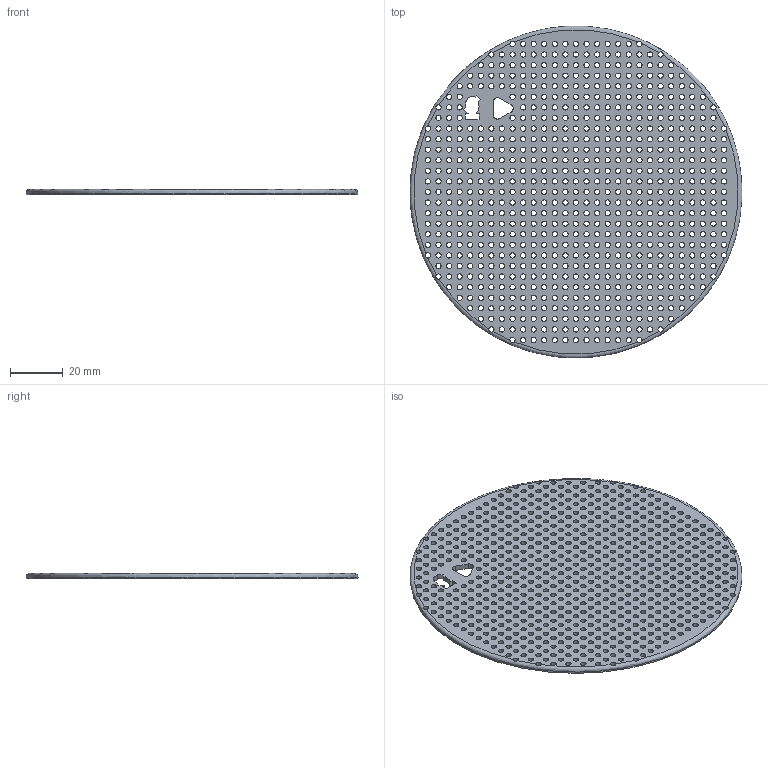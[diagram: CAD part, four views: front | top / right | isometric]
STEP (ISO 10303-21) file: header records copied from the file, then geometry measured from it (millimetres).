
FILE_DESCRIPTION(/* description */ ('STEP AP242','CAx-IF Rec.Pracs.---Representation and Presentation of Product Manufacturing Information (PMI)---4.0---2014-10-13','CAx-IF Rec.Pracs.---3D Tessellated Geometry---0.4---2014-09-14','2;1'),/* implementation_level */ '2;1');
FILE_NAME(/* name */ '6732c504015ee05ffd6140c7',/* time_stamp */ '2024-11-12T03:01:24Z',/* author */ (''),/* organization */ (''),/* preprocessor_version */ 'ST-DEVELOPER v20',/* originating_system */ 'ONSHAPE BY PTC INC, 1.189',/* authorisation */ ' ');
FILE_SCHEMA (('AP242_MANAGED_MODEL_BASED_3D_ENGINEERING_MIM_LF { 1 0 10303 442 1 1 4 }'));
Length unit declared in the file: metre
Products named in the file (1): Grill
Bounding box: 125.58 x 125.58 x 2 mm (x, y, z)
Volume: 20029.2 mm3; surface area: 29745.5 mm2
Topology: 1 solids, 1 shells, 732 faces, 2237 edges, 1491 vertices
Faces by surface type: cylinder 712, plane 16, bspline 4
Full cylindrical faces by diameter (mm): 2 x708, 125.6 x1
Entity records: 25277 total; most frequent: DIRECTION 4352, CARTESIAN_POINT 4029, ORIENTED_EDGE 3020, EDGE_LOOP 2846, FACE_BOUND 2846, AXIS2_PLACEMENT_3D 2152, EDGE_CURVE 1510, VERTEX_POINT 1474
